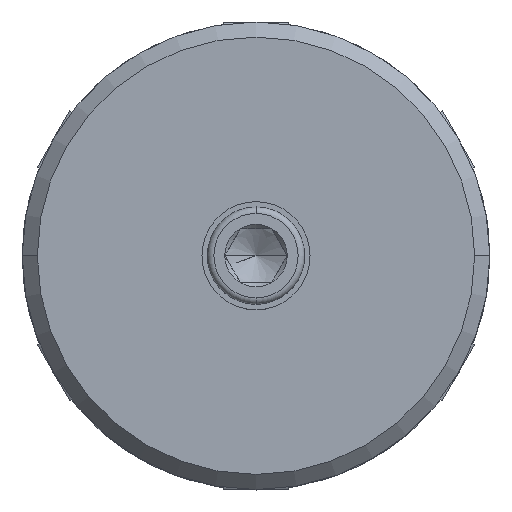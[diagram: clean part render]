
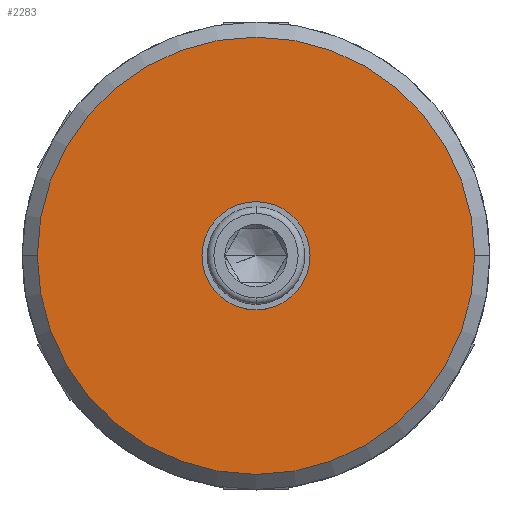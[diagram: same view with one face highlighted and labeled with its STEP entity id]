
A CAD part, top view. The second image highlights one B-rep face of the part: STEP entity #2283.
In plain terms, the highlighted planar face has unit normal (0, 0, 1).
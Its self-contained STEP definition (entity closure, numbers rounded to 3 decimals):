
#1611=VERTEX_POINT('',#3738);
#2091=EDGE_CURVE('',#2739,#2933,#4268,.T.);
#2155=EDGE_CURVE('',#1611,#2923,#4341,.T.);
#2283=ADVANCED_FACE('',(#4483,#4484),#4485,.T.);
#2739=VERTEX_POINT('',#4985);
#2807=EDGE_CURVE('',#2933,#2739,#5058,.T.);
#2923=VERTEX_POINT('',#5185);
#2933=VERTEX_POINT('',#5196);
#3059=EDGE_CURVE('',#2923,#1611,#5331,.T.);
#3738=CARTESIAN_POINT('',(40.45,0.0,55.0));
#4268=CIRCLE('',#7442,10.0);
#4341=CIRCLE('',#7554,40.45);
#4483=FACE_OUTER_BOUND('',#7815,.T.);
#4484=FACE_BOUND('',#7816,.T.);
#4485=PLANE('',#7817);
#4985=CARTESIAN_POINT('',(-10.0,0.,55.0));
#5058=CIRCLE('',#9022,10.0);
#5185=CARTESIAN_POINT('',(-40.45,0.,55.0));
#5196=CARTESIAN_POINT('',(10.0,0.0,55.0));
#5331=CIRCLE('',#9558,40.45);
#7442=AXIS2_PLACEMENT_3D('',#10999,#11000,#11001);
#7554=AXIS2_PLACEMENT_3D('',#11119,#11120,#11121);
#7815=EDGE_LOOP('',(#11298,#11299));
#7816=EDGE_LOOP('',(#11300,#11301));
#7817=AXIS2_PLACEMENT_3D('',#11302,#11303,#11304);
#9022=AXIS2_PLACEMENT_3D('',#11913,#11914,#11915);
#9558=AXIS2_PLACEMENT_3D('',#12204,#12205,#12206);
#10999=CARTESIAN_POINT('',(0.0,0.0,55.0));
#11000=DIRECTION('',(0.0,0.0,-1.0));
#11001=DIRECTION('',(1.0,0.0,0.0));
#11119=CARTESIAN_POINT('',(0.0,0.0,55.0));
#11120=DIRECTION('',(0.0,0.,-1.0));
#11121=DIRECTION('',(1.0,0.0,0.0));
#11298=ORIENTED_EDGE('',*,*,#2155,.F.);
#11299=ORIENTED_EDGE('',*,*,#3059,.F.);
#11300=ORIENTED_EDGE('',*,*,#2807,.T.);
#11301=ORIENTED_EDGE('',*,*,#2091,.T.);
#11302=CARTESIAN_POINT('',(20.225,0.0,55.0));
#11303=DIRECTION('',(0.0,0.,1.0));
#11304=DIRECTION('',(-1.0,0.0,0.0));
#11913=CARTESIAN_POINT('',(0.0,0.0,55.0));
#11914=DIRECTION('',(0.0,0.0,-1.0));
#11915=DIRECTION('',(1.0,0.0,0.0));
#12204=CARTESIAN_POINT('',(0.0,0.0,55.0));
#12205=DIRECTION('',(0.0,0.,-1.0));
#12206=DIRECTION('',(1.0,0.0,0.0));
